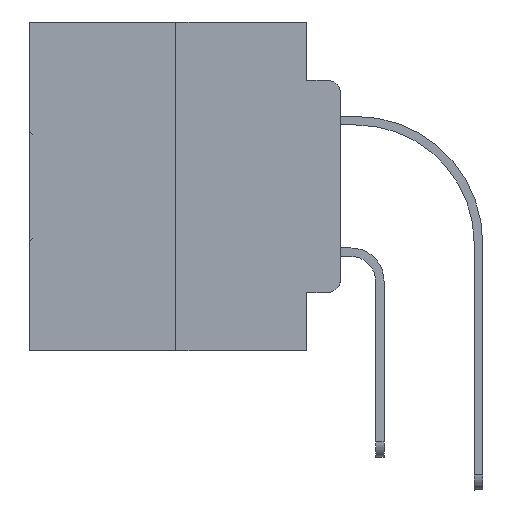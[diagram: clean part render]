
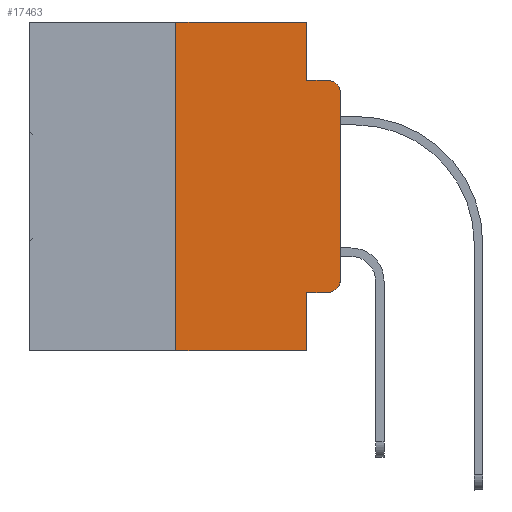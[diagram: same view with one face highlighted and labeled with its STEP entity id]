
A CAD part, left-side view. The second image highlights one B-rep face of the part: STEP entity #17463.
In plain terms, the highlighted planar face has unit normal (-1, 0, 0).
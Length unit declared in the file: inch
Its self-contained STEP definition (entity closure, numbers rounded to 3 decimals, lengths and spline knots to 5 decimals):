
#111 = CARTESIAN_POINT ( 'NONE',  ( 0., 0.473, 0. ) ) ;
#836 = CARTESIAN_POINT ( 'NONE',  ( 0., 0.051, 0. ) ) ;
#1703 = ORIENTED_EDGE ( 'NONE', *, *, #30500, .T. ) ;
#2179 = LINE ( 'NONE', #23483, #25981 ) ;
#2184 = DIRECTION ( 'NONE',  ( 0., 0., -1. ) ) ;
#2397 = CARTESIAN_POINT ( 'NONE',  ( 0., 0.02, -0.4115 ) ) ;
#2512 = CARTESIAN_POINT ( 'NONE',  ( 0., 0.02, -0.3915 ) ) ;
#2724 = FACE_OUTER_BOUND ( 'NONE', #12813, .T. ) ;
#2826 = CARTESIAN_POINT ( 'NONE',  ( 0., 0., 0. ) ) ;
#3317 = CIRCLE ( 'NONE', #5556, 0.02 ) ;
#3474 = CARTESIAN_POINT ( 'NONE',  ( 0., 0.051, -0.0885 ) ) ;
#3638 = VERTEX_POINT ( 'NONE', #19567 ) ;
#3846 = VECTOR ( 'NONE', #27038, 39.37008 ) ;
#4218 = VECTOR ( 'NONE', #16800, 39.37008 ) ;
#4285 = ORIENTED_EDGE ( 'NONE', *, *, #31006, .T. ) ;
#4316 = LINE ( 'NONE', #7247, #28574 ) ;
#5441 = DIRECTION ( 'NONE',  ( 0., 0., 1. ) ) ;
#5556 = AXIS2_PLACEMENT_3D ( 'NONE', #16286, #12722, #18742 ) ;
#5710 = VERTEX_POINT ( 'NONE', #11729 ) ;
#5911 = VERTEX_POINT ( 'NONE', #5980 ) ;
#5980 = CARTESIAN_POINT ( 'NONE',  ( 0., 0., -0.1085 ) ) ;
#6004 = DIRECTION ( 'NONE',  ( 0., -1., 0. ) ) ;
#6067 = VECTOR ( 'NONE', #21345, 39.37008 ) ;
#6182 = EDGE_CURVE ( 'NONE', #5911, #25545, #3317, .T. ) ;
#6719 = VERTEX_POINT ( 'NONE', #2397 ) ;
#7247 = CARTESIAN_POINT ( 'NONE',  ( 0., 0.051, -0.4115 ) ) ;
#7434 = ORIENTED_EDGE ( 'NONE', *, *, #24595, .F. ) ;
#7850 = LINE ( 'NONE', #2826, #25953 ) ;
#8346 = CARTESIAN_POINT ( 'NONE',  ( 0., 0.473, -0.5 ) ) ;
#9241 = CIRCLE ( 'NONE', #28058, 0.02 ) ;
#9282 = CARTESIAN_POINT ( 'NONE',  ( 0., 0.25, -0.5 ) ) ;
#9620 = EDGE_CURVE ( 'NONE', #18146, #5911, #7850, .T. ) ;
#10137 = ORIENTED_EDGE ( 'NONE', *, *, #6182, .T. ) ;
#10415 = AXIS2_PLACEMENT_3D ( 'NONE', #111, #18350, #28889 ) ;
#10698 = CARTESIAN_POINT ( 'NONE',  ( 0., 0.051, -0.0885 ) ) ;
#10802 = CARTESIAN_POINT ( 'NONE',  ( 0., 0.25, 0. ) ) ;
#10954 = ORIENTED_EDGE ( 'NONE', *, *, #13547, .F. ) ;
#11570 = EDGE_CURVE ( 'NONE', #12698, #3638, #26393, .T. ) ;
#11729 = CARTESIAN_POINT ( 'NONE',  ( 0., 0.051, -0.4115 ) ) ;
#12494 = VECTOR ( 'NONE', #6004, 39.37008 ) ;
#12698 = VERTEX_POINT ( 'NONE', #9282 ) ;
#12722 = DIRECTION ( 'NONE',  ( -1., 0., 0. ) ) ;
#12813 = EDGE_LOOP ( 'NONE', ( #19737, #10137, #7434, #14168, #10954, #25663, #18648, #27535, #1703, #4285 ) ) ;
#13304 = PLANE ( 'NONE',  #10415 ) ;
#13547 = EDGE_CURVE ( 'NONE', #3638, #22490, #19361, .T. ) ;
#14168 = ORIENTED_EDGE ( 'NONE', *, *, #30280, .F. ) ;
#14448 = CARTESIAN_POINT ( 'NONE',  ( 0., 0.051, -0.5 ) ) ;
#14812 = VERTEX_POINT ( 'NONE', #10698 ) ;
#16286 = CARTESIAN_POINT ( 'NONE',  ( 0., 0.02, -0.1085 ) ) ;
#16800 = DIRECTION ( 'NONE',  ( 0., 0., -1. ) ) ;
#17463 = ADVANCED_FACE ( 'NONE', ( #2724 ), #13304, .F. ) ;
#18146 = VERTEX_POINT ( 'NONE', #25810 ) ;
#18350 = DIRECTION ( 'NONE',  ( 1., 0., 0. ) ) ;
#18648 = ORIENTED_EDGE ( 'NONE', *, *, #24519, .T. ) ;
#18742 = DIRECTION ( 'NONE',  ( 0., 0., -1. ) ) ;
#19361 = LINE ( 'NONE', #19696, #12494 ) ;
#19567 = CARTESIAN_POINT ( 'NONE',  ( 0., 0.25, 0. ) ) ;
#19696 = CARTESIAN_POINT ( 'NONE',  ( 0., 0.473, 0. ) ) ;
#19737 = ORIENTED_EDGE ( 'NONE', *, *, #9620, .T. ) ;
#20612 = EDGE_CURVE ( 'NONE', #5710, #24258, #2179, .T. ) ;
#21090 = DIRECTION ( 'NONE',  ( 0., 0., -1. ) ) ;
#21345 = DIRECTION ( 'NONE',  ( 0., -1., 0. ) ) ;
#21523 = LINE ( 'NONE', #8346, #6067 ) ;
#22490 = VERTEX_POINT ( 'NONE', #23829 ) ;
#22769 = CARTESIAN_POINT ( 'NONE',  ( 0., 0.02, -0.0885 ) ) ;
#23483 = CARTESIAN_POINT ( 'NONE',  ( 0., 0.051, 0. ) ) ;
#23829 = CARTESIAN_POINT ( 'NONE',  ( 0., 0.051, 0. ) ) ;
#24258 = VERTEX_POINT ( 'NONE', #14448 ) ;
#24519 = EDGE_CURVE ( 'NONE', #12698, #24258, #21523, .T. ) ;
#24595 = EDGE_CURVE ( 'NONE', #14812, #25545, #27207, .T. ) ;
#25545 = VERTEX_POINT ( 'NONE', #22769 ) ;
#25663 = ORIENTED_EDGE ( 'NONE', *, *, #11570, .F. ) ;
#25810 = CARTESIAN_POINT ( 'NONE',  ( 0., 0., -0.3915 ) ) ;
#25918 = DIRECTION ( 'NONE',  ( -1., 0., 0. ) ) ;
#25953 = VECTOR ( 'NONE', #28983, 39.37008 ) ;
#25981 = VECTOR ( 'NONE', #21090, 39.37008 ) ;
#26303 = VECTOR ( 'NONE', #5441, 39.37008 ) ;
#26393 = LINE ( 'NONE', #10802, #26303 ) ;
#27038 = DIRECTION ( 'NONE',  ( 0., -1., 0. ) ) ;
#27207 = LINE ( 'NONE', #3474, #3846 ) ;
#27535 = ORIENTED_EDGE ( 'NONE', *, *, #20612, .F. ) ;
#28058 = AXIS2_PLACEMENT_3D ( 'NONE', #2512, #25918, #2184 ) ;
#28574 = VECTOR ( 'NONE', #30976, 39.37008 ) ;
#28889 = DIRECTION ( 'NONE',  ( 0., 0., -1. ) ) ;
#28983 = DIRECTION ( 'NONE',  ( 0., 0., 1. ) ) ;
#29781 = LINE ( 'NONE', #836, #4218 ) ;
#30280 = EDGE_CURVE ( 'NONE', #22490, #14812, #29781, .T. ) ;
#30500 = EDGE_CURVE ( 'NONE', #5710, #6719, #4316, .T. ) ;
#30976 = DIRECTION ( 'NONE',  ( 0., -1., 0. ) ) ;
#31006 = EDGE_CURVE ( 'NONE', #6719, #18146, #9241, .T. ) ;
